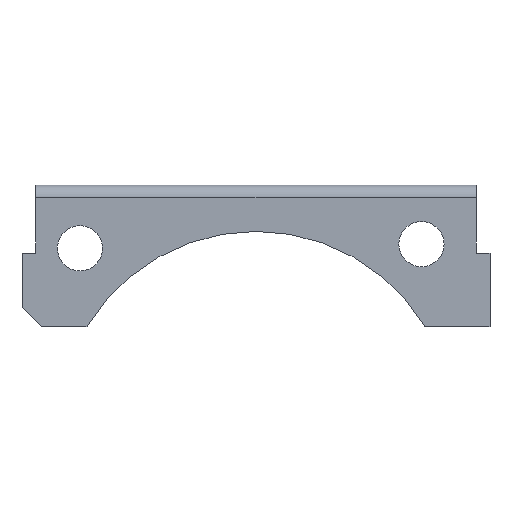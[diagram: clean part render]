
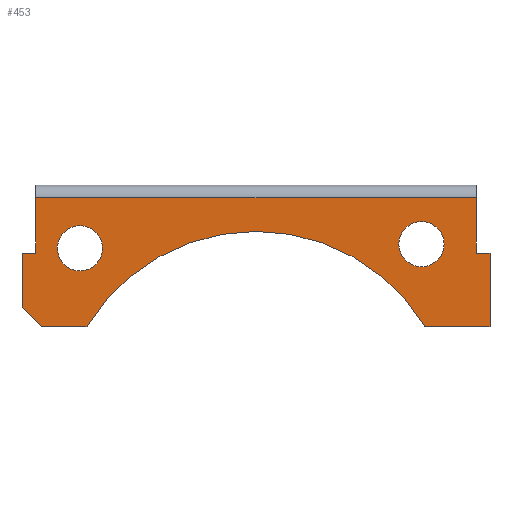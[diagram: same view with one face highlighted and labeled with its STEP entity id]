
A CAD part, left-side view. The second image highlights one B-rep face of the part: STEP entity #453.
In plain terms, the highlighted planar face has unit normal (-1, 0, 0).
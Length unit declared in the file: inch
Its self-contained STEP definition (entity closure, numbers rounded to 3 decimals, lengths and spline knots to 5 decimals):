
#32=FACE_BOUND($,#103,.T.);
#33=FACE_BOUND($,#104,.T.);
#49=CIRCLE($,#495,0.1065);
#50=CIRCLE($,#497,0.93);
#51=CIRCLE($,#498,0.1065);
#65=FACE_OUTER_BOUND($,#102,.T.);
#102=EDGE_LOOP($,(#365,#366,#367,#368,#369,#370,#371,#372,#373,#374,#375));
#103=EDGE_LOOP($,(#376));
#104=EDGE_LOOP($,(#377));
#130=LINE($,#684,#173);
#144=LINE($,#726,#187);
#145=LINE($,#728,#188);
#146=LINE($,#732,#189);
#147=LINE($,#734,#190);
#148=LINE($,#736,#191);
#149=LINE($,#737,#192);
#150=LINE($,#739,#193);
#151=LINE($,#741,#194);
#152=LINE($,#742,#195);
#173=VECTOR($,#554,2.076);
#187=VECTOR($,#594,0.12728);
#188=VECTOR($,#595,0.21644);
#189=VECTOR($,#598,0.30644);
#190=VECTOR($,#599,0.348);
#191=VECTOR($,#600,0.065);
#192=VECTOR($,#601,0.26);
#193=VECTOR($,#602,0.26);
#194=VECTOR($,#603,0.065);
#195=VECTOR($,#604,0.258);
#219=VERTEX_POINT($,#677);
#221=VERTEX_POINT($,#683);
#234=VERTEX_POINT($,#721);
#235=VERTEX_POINT($,#724);
#236=VERTEX_POINT($,#725);
#237=VERTEX_POINT($,#727);
#238=VERTEX_POINT($,#729);
#239=VERTEX_POINT($,#731);
#240=VERTEX_POINT($,#733);
#241=VERTEX_POINT($,#735);
#242=VERTEX_POINT($,#738);
#243=VERTEX_POINT($,#740);
#244=VERTEX_POINT($,#743);
#264=EDGE_CURVE($,#221,#219,#130,.T.);
#283=EDGE_CURVE($,#234,#234,#49,.T.);
#284=EDGE_CURVE($,#235,#236,#144,.T.);
#285=EDGE_CURVE($,#237,#236,#145,.T.);
#286=EDGE_CURVE($,#237,#238,#50,.T.);
#287=EDGE_CURVE($,#239,#238,#146,.T.);
#288=EDGE_CURVE($,#239,#240,#147,.T.);
#289=EDGE_CURVE($,#240,#241,#148,.T.);
#290=EDGE_CURVE($,#221,#241,#149,.T.);
#291=EDGE_CURVE($,#219,#242,#150,.T.);
#292=EDGE_CURVE($,#243,#242,#151,.T.);
#293=EDGE_CURVE($,#235,#243,#152,.T.);
#294=EDGE_CURVE($,#244,#244,#51,.T.);
#365=ORIENTED_EDGE($,*,*,#284,.T.);
#366=ORIENTED_EDGE($,*,*,#285,.F.);
#367=ORIENTED_EDGE($,*,*,#286,.T.);
#368=ORIENTED_EDGE($,*,*,#287,.F.);
#369=ORIENTED_EDGE($,*,*,#288,.T.);
#370=ORIENTED_EDGE($,*,*,#289,.T.);
#371=ORIENTED_EDGE($,*,*,#290,.F.);
#372=ORIENTED_EDGE($,*,*,#264,.T.);
#373=ORIENTED_EDGE($,*,*,#291,.T.);
#374=ORIENTED_EDGE($,*,*,#292,.F.);
#375=ORIENTED_EDGE($,*,*,#293,.F.);
#376=ORIENTED_EDGE($,*,*,#283,.T.);
#377=ORIENTED_EDGE($,*,*,#294,.T.);
#430=PLANE($,#496);
#453=ADVANCED_FACE($,(#65,#32,#33),#430,.T.);
#495=AXIS2_PLACEMENT_3D($,#722,#590,#591);
#496=AXIS2_PLACEMENT_3D($,#723,#592,#593);
#497=AXIS2_PLACEMENT_3D($,#730,#596,#597);
#498=AXIS2_PLACEMENT_3D($,#744,#605,#606);
#554=DIRECTION($,(0.,1.,0.));
#590=DIRECTION('center_axis',(1.,0.,0.));
#591=DIRECTION('ref_axis',(0.,0.,1.));
#592=DIRECTION('center_axis',(-1.,0.,0.));
#593=DIRECTION('ref_axis',(0.,0.,1.));
#594=DIRECTION($,(0.,-0.707,-0.707));
#595=DIRECTION($,(0.,1.,0.));
#596=DIRECTION('center_axis',(1.,0.,0.));
#597=DIRECTION('ref_axis',(0.,0.,1.));
#598=DIRECTION($,(0.,1.,0.));
#599=DIRECTION($,(0.,0.,1.));
#600=DIRECTION($,(0.,1.,0.));
#601=DIRECTION($,(0.,0.,-1.));
#602=DIRECTION($,(0.,0.,-1.));
#603=DIRECTION($,(0.,-1.,0.));
#604=DIRECTION($,(0.,0.,1.));
#605=DIRECTION('center_axis',(1.,0.,0.));
#606=DIRECTION('ref_axis',(0.,0.,1.));
#677=CARTESIAN_POINT('',(0.,1.038,-0.06));
#683=CARTESIAN_POINT('',(0.,-1.038,-0.06));
#684=CARTESIAN_POINT($,(0.,-1.038,-0.06));
#721=CARTESIAN_POINT('',(0.,-0.78,-0.3845));
#722=CARTESIAN_POINT('Origin',(0.,-0.78,-0.278));
#723=CARTESIAN_POINT('Origin',(0.,-1.103,-0.668));
#724=CARTESIAN_POINT('',(0.,1.103,-0.578));
#725=CARTESIAN_POINT('',(0.,1.013,-0.668));
#726=CARTESIAN_POINT($,(0.,1.103,-0.578));
#727=CARTESIAN_POINT('',(0.,0.79656,-0.668));
#728=CARTESIAN_POINT($,(0.,0.79656,-0.668));
#729=CARTESIAN_POINT('',(0.,-0.79656,-0.668));
#730=CARTESIAN_POINT('Origin',(0.,0.,-1.148));
#731=CARTESIAN_POINT('',(0.,-1.103,-0.668));
#732=CARTESIAN_POINT($,(0.,-1.103,-0.668));
#733=CARTESIAN_POINT('',(0.,-1.103,-0.32));
#734=CARTESIAN_POINT($,(0.,-1.103,-0.668));
#735=CARTESIAN_POINT('',(0.,-1.038,-0.32));
#736=CARTESIAN_POINT($,(0.,-1.103,-0.32));
#737=CARTESIAN_POINT($,(0.,-1.038,-0.06));
#738=CARTESIAN_POINT('',(0.,1.038,-0.32));
#739=CARTESIAN_POINT($,(0.,1.038,-0.06));
#740=CARTESIAN_POINT('',(0.,1.103,-0.32));
#741=CARTESIAN_POINT($,(0.,1.103,-0.32));
#742=CARTESIAN_POINT($,(0.,1.103,-0.578));
#743=CARTESIAN_POINT('',(0.,0.83,-0.4045));
#744=CARTESIAN_POINT('Origin',(0.,0.83,-0.298));
